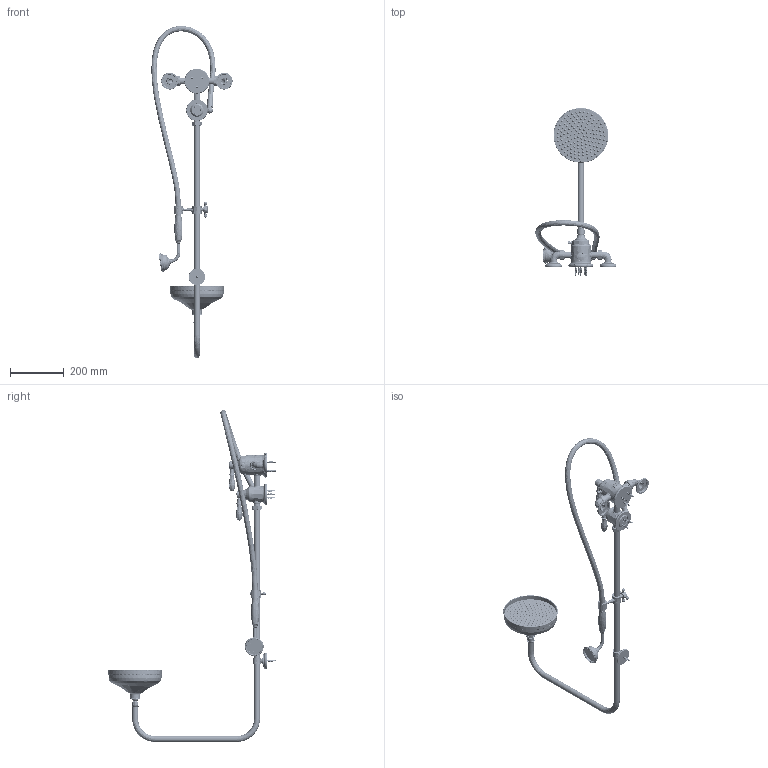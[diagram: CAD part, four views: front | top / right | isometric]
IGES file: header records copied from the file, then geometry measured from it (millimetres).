
Global section: file name: V2K5A-GB  V2K5A-GC; native system: Autodesk Inventor 2018; preprocessor: unknown; author: aduggalther; date: 20181024.152711; units: millimetre
Bounding box: 302.62 x 628.09 x 1238.25 mm (x, y, z)
Volume: 2600309.4 mm3; surface area: 876808.8 mm2
Topology: 138 solids, 154 shells, 6098 faces, 16922 edges, 11491 vertices
Faces by surface type: bspline 6098
